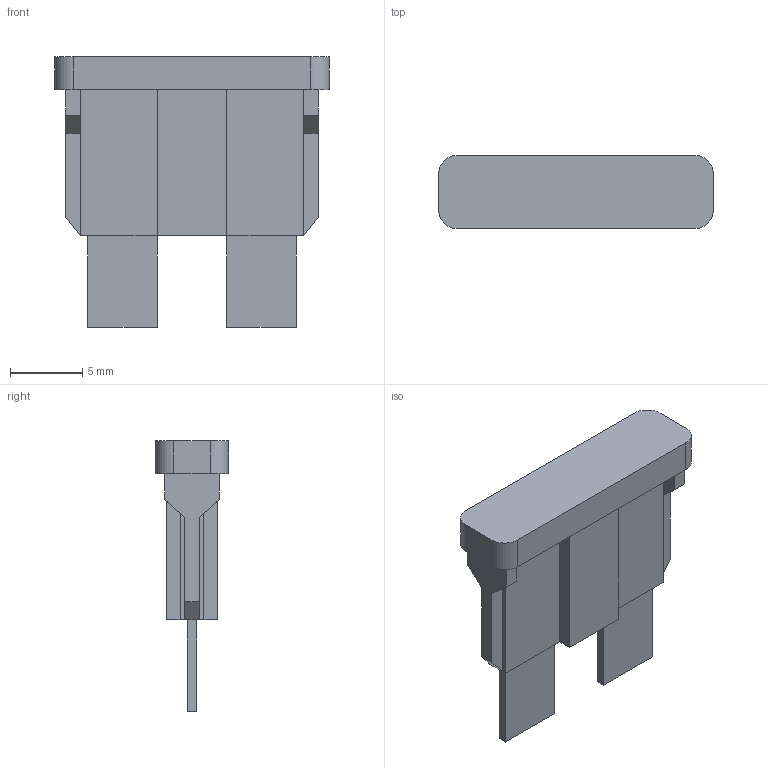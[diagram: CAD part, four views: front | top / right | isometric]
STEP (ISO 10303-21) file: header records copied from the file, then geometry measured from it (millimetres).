
FILE_DESCRIPTION (( 'STEP AP214' ), '1' );
FILE_NAME ('ATO_BLADE_FUSE.STEP', '2018-09-17T16:25:58', ( '' ), ( '' ), 'SwSTEP 2.0', 'SolidWorks 2018', '' );
FILE_SCHEMA (( 'AUTOMOTIVE_DESIGN' ));
Length unit declared in the file: inch
Products named in the file (1): ATO_BLADE_FUSE
Bounding box: 19.05 x 5.08 x 18.8 mm (x, y, z)
Volume: 545.6 mm3; surface area: 1060 mm2
Topology: 1 solids, 1 shells, 92 faces, 250 edges, 160 vertices
Faces by surface type: plane 80, cylinder 12
Entity records: 4082 total; most frequent: CARTESIAN_POINT 503, ORIENTED_EDGE 500, DIRECTION 464, EDGE_CURVE 250, LINE 222, VECTOR 222, VERTEX_POINT 160, AXIS2_PLACEMENT_3D 121
